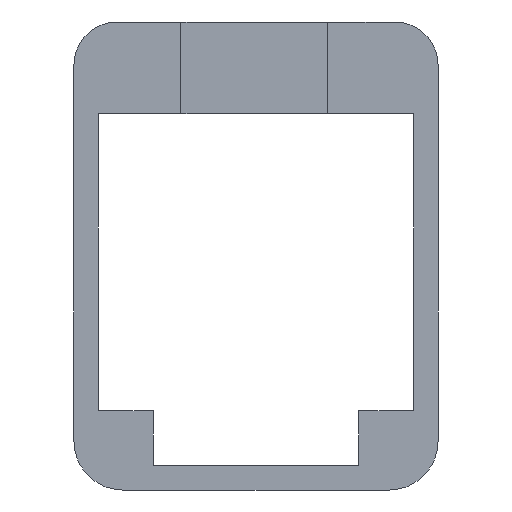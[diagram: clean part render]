
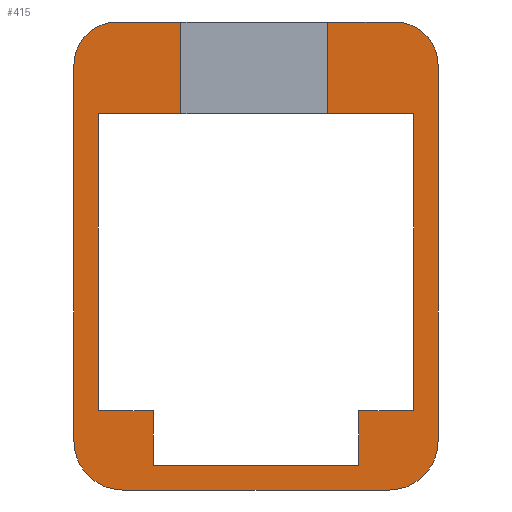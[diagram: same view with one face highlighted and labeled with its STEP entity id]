
A CAD part, front view. The second image highlights one B-rep face of the part: STEP entity #415.
In plain terms, the highlighted planar face has unit normal (0, -1, 0).
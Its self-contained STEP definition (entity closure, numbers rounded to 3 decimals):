
#20=CIRCLE('',#451,3.5);
#21=CIRCLE('',#452,4.);
#22=CIRCLE('',#453,4.);
#23=CIRCLE('',#454,3.5);
#31=FACE_OUTER_BOUND('',#52,.T.);
#52=EDGE_LOOP('',(#287,#288,#289,#290,#291,#292,#293,#294,#295,#296,#297,
#298,#299,#300,#301,#302,#303,#304,#305,#306));
#74=LINE('',#597,#126);
#76=LINE('',#603,#128);
#81=LINE('',#612,#133);
#82=LINE('',#616,#134);
#83=LINE('',#620,#135);
#84=LINE('',#624,#136);
#85=LINE('',#627,#137);
#86=LINE('',#629,#138);
#87=LINE('',#631,#139);
#88=LINE('',#633,#140);
#89=LINE('',#635,#141);
#90=LINE('',#637,#142);
#91=LINE('',#639,#143);
#92=LINE('',#641,#144);
#93=LINE('',#643,#145);
#94=LINE('',#644,#146);
#126=VECTOR('',#483,10.);
#128=VECTOR('',#487,10.);
#133=VECTOR('',#496,10.);
#134=VECTOR('',#499,10.);
#135=VECTOR('',#502,10.);
#136=VECTOR('',#505,10.);
#137=VECTOR('',#508,10.);
#138=VECTOR('',#509,10.);
#139=VECTOR('',#510,10.);
#140=VECTOR('',#511,10.);
#141=VECTOR('',#512,10.);
#142=VECTOR('',#513,10.);
#143=VECTOR('',#514,10.);
#144=VECTOR('',#515,10.);
#145=VECTOR('',#516,10.);
#146=VECTOR('',#517,10.);
#176=VERTEX_POINT('',#591);
#178=VERTEX_POINT('',#595);
#179=VERTEX_POINT('',#599);
#181=VERTEX_POINT('',#602);
#183=VERTEX_POINT('',#611);
#184=VERTEX_POINT('',#613);
#185=VERTEX_POINT('',#615);
#186=VERTEX_POINT('',#617);
#187=VERTEX_POINT('',#619);
#188=VERTEX_POINT('',#621);
#189=VERTEX_POINT('',#623);
#190=VERTEX_POINT('',#625);
#191=VERTEX_POINT('',#628);
#192=VERTEX_POINT('',#630);
#193=VERTEX_POINT('',#632);
#194=VERTEX_POINT('',#634);
#195=VERTEX_POINT('',#636);
#196=VERTEX_POINT('',#638);
#197=VERTEX_POINT('',#640);
#198=VERTEX_POINT('',#642);
#218=EDGE_CURVE('',#176,#178,#74,.T.);
#220=EDGE_CURVE('',#181,#179,#76,.T.);
#225=EDGE_CURVE('',#178,#183,#81,.T.);
#226=EDGE_CURVE('',#183,#184,#20,.T.);
#227=EDGE_CURVE('',#184,#185,#82,.T.);
#228=EDGE_CURVE('',#185,#186,#21,.T.);
#229=EDGE_CURVE('',#186,#187,#83,.T.);
#230=EDGE_CURVE('',#187,#188,#22,.T.);
#231=EDGE_CURVE('',#188,#189,#84,.T.);
#232=EDGE_CURVE('',#189,#190,#23,.T.);
#233=EDGE_CURVE('',#190,#181,#85,.T.);
#234=EDGE_CURVE('',#179,#191,#86,.T.);
#235=EDGE_CURVE('',#191,#192,#87,.T.);
#236=EDGE_CURVE('',#192,#193,#88,.T.);
#237=EDGE_CURVE('',#193,#194,#89,.T.);
#238=EDGE_CURVE('',#194,#195,#90,.T.);
#239=EDGE_CURVE('',#195,#196,#91,.T.);
#240=EDGE_CURVE('',#196,#197,#92,.T.);
#241=EDGE_CURVE('',#197,#198,#93,.T.);
#242=EDGE_CURVE('',#198,#176,#94,.T.);
#287=ORIENTED_EDGE('',*,*,#218,.T.);
#288=ORIENTED_EDGE('',*,*,#225,.T.);
#289=ORIENTED_EDGE('',*,*,#226,.T.);
#290=ORIENTED_EDGE('',*,*,#227,.T.);
#291=ORIENTED_EDGE('',*,*,#228,.T.);
#292=ORIENTED_EDGE('',*,*,#229,.T.);
#293=ORIENTED_EDGE('',*,*,#230,.T.);
#294=ORIENTED_EDGE('',*,*,#231,.T.);
#295=ORIENTED_EDGE('',*,*,#232,.T.);
#296=ORIENTED_EDGE('',*,*,#233,.T.);
#297=ORIENTED_EDGE('',*,*,#220,.T.);
#298=ORIENTED_EDGE('',*,*,#234,.T.);
#299=ORIENTED_EDGE('',*,*,#235,.T.);
#300=ORIENTED_EDGE('',*,*,#236,.T.);
#301=ORIENTED_EDGE('',*,*,#237,.T.);
#302=ORIENTED_EDGE('',*,*,#238,.T.);
#303=ORIENTED_EDGE('',*,*,#239,.T.);
#304=ORIENTED_EDGE('',*,*,#240,.T.);
#305=ORIENTED_EDGE('',*,*,#241,.T.);
#306=ORIENTED_EDGE('',*,*,#242,.T.);
#398=PLANE('',#450);
#415=ADVANCED_FACE('',(#31),#398,.F.);
#450=AXIS2_PLACEMENT_3D('',#610,#494,#495);
#451=AXIS2_PLACEMENT_3D('',#614,#497,#498);
#452=AXIS2_PLACEMENT_3D('',#618,#500,#501);
#453=AXIS2_PLACEMENT_3D('',#622,#503,#504);
#454=AXIS2_PLACEMENT_3D('',#626,#506,#507);
#483=DIRECTION('',(0.,0.,1.));
#487=DIRECTION('',(0.,0.,-1.));
#494=DIRECTION('center_axis',(0.,1.,0.));
#495=DIRECTION('ref_axis',(0.,0.,1.));
#496=DIRECTION('',(-1.,0.,0.));
#497=DIRECTION('center_axis',(0.,-1.,0.));
#498=DIRECTION('ref_axis',(-0.707,0.,0.707));
#499=DIRECTION('',(0.,0.,-1.));
#500=DIRECTION('center_axis',(0.,-1.,0.));
#501=DIRECTION('ref_axis',(-0.707,0.,-0.707));
#502=DIRECTION('',(1.,0.,0.));
#503=DIRECTION('center_axis',(0.,-1.,0.));
#504=DIRECTION('ref_axis',(0.707,0.,-0.707));
#505=DIRECTION('',(0.,0.,1.));
#506=DIRECTION('center_axis',(0.,-1.,0.));
#507=DIRECTION('ref_axis',(0.707,0.,0.707));
#508=DIRECTION('',(-1.,0.,0.));
#509=DIRECTION('',(1.,0.,0.));
#510=DIRECTION('',(0.,0.,-1.));
#511=DIRECTION('',(-1.,0.,0.));
#512=DIRECTION('',(0.,0.,-1.));
#513=DIRECTION('',(-1.,0.,0.));
#514=DIRECTION('',(0.,0.,1.));
#515=DIRECTION('',(-1.,0.,0.));
#516=DIRECTION('',(0.,0.,1.));
#517=DIRECTION('',(1.,0.,0.));
#591=CARTESIAN_POINT('',(-5.79,18.7,24.3));
#595=CARTESIAN_POINT('',(-5.79,18.7,31.8));
#597=CARTESIAN_POINT('',(-5.79,18.7,13.15));
#599=CARTESIAN_POINT('',(6.21,18.7,24.3));
#602=CARTESIAN_POINT('',(6.21,18.7,31.8));
#603=CARTESIAN_POINT('',(6.21,18.7,13.15));
#610=CARTESIAN_POINT('Origin',(0.35,18.7,-5.5));
#611=CARTESIAN_POINT('',(-11.05,18.7,31.8));
#612=CARTESIAN_POINT('',(15.25,18.7,31.8));
#613=CARTESIAN_POINT('',(-14.55,18.7,28.3));
#614=CARTESIAN_POINT('Origin',(-11.05,18.7,28.3));
#615=CARTESIAN_POINT('',(-14.55,18.7,-2.5));
#616=CARTESIAN_POINT('',(-14.55,18.7,-6.5));
#617=CARTESIAN_POINT('',(-10.55,18.7,-6.5));
#618=CARTESIAN_POINT('Origin',(-10.55,18.7,-2.5));
#619=CARTESIAN_POINT('',(11.25,18.7,-6.5));
#620=CARTESIAN_POINT('',(-12.55,18.7,-6.5));
#621=CARTESIAN_POINT('',(15.25,18.7,-2.5));
#622=CARTESIAN_POINT('Origin',(11.25,18.7,-2.5));
#623=CARTESIAN_POINT('',(15.25,18.7,28.3));
#624=CARTESIAN_POINT('',(15.25,18.7,29.8));
#625=CARTESIAN_POINT('',(11.75,18.7,31.8));
#626=CARTESIAN_POINT('Origin',(11.75,18.7,28.3));
#627=CARTESIAN_POINT('',(15.25,18.7,31.8));
#628=CARTESIAN_POINT('',(13.25,18.7,24.3));
#629=CARTESIAN_POINT('',(-12.55,18.7,24.3));
#630=CARTESIAN_POINT('',(13.25,18.7,0.));
#631=CARTESIAN_POINT('',(13.25,18.7,29.8));
#632=CARTESIAN_POINT('',(8.75,18.7,0.));
#633=CARTESIAN_POINT('',(8.75,18.7,0.));
#634=CARTESIAN_POINT('',(8.75,18.7,-4.5));
#635=CARTESIAN_POINT('',(8.75,18.7,-6.5));
#636=CARTESIAN_POINT('',(-8.05,18.7,-4.5));
#637=CARTESIAN_POINT('',(13.25,18.7,-4.5));
#638=CARTESIAN_POINT('',(-8.05,18.7,0.));
#639=CARTESIAN_POINT('',(-8.05,18.7,-6.5));
#640=CARTESIAN_POINT('',(-12.55,18.7,0.));
#641=CARTESIAN_POINT('',(-8.05,18.7,0.));
#642=CARTESIAN_POINT('',(-12.55,18.7,24.3));
#643=CARTESIAN_POINT('',(-12.55,18.7,29.8));
#644=CARTESIAN_POINT('',(-12.55,18.7,24.3));
